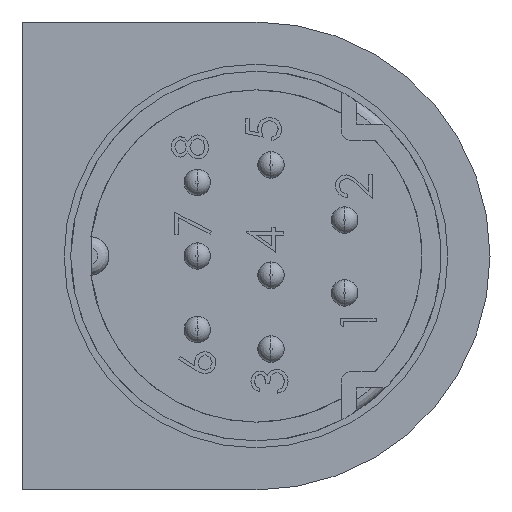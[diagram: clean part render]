
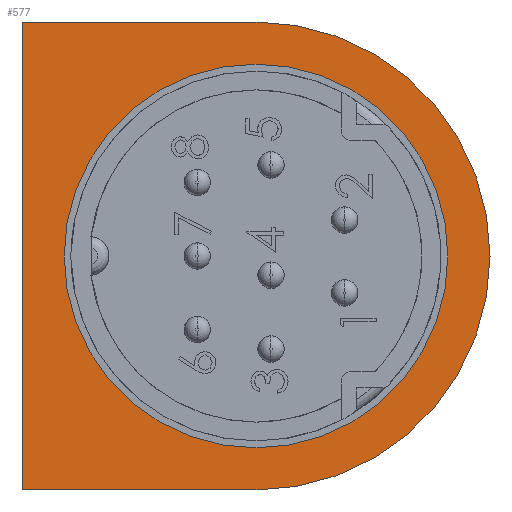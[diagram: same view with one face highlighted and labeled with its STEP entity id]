
A CAD part, left-side view. The second image highlights one B-rep face of the part: STEP entity #577.
In plain terms, the highlighted face is planar.
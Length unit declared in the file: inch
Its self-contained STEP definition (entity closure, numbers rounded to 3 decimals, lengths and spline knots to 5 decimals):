
#537 = VERTEX_POINT ( 'NONE', #4174 ) ;
#538 = ORIENTED_EDGE ( 'NONE', *, *, #539, .F. ) ;
#539 = EDGE_CURVE ( 'NONE', #540, #541, #4173, .T. ) ;
#540 = VERTEX_POINT ( 'NONE', #4169 ) ;
#541 = VERTEX_POINT ( 'NONE', #4168 ) ;
#542 = ORIENTED_EDGE ( 'NONE', *, *, #543, .F. ) ;
#543 = EDGE_CURVE ( 'NONE', #544, #540, #4167, .T. ) ;
#544 = VERTEX_POINT ( 'NONE', #4223 ) ;
#545 = EDGE_LOOP ( 'NONE', ( #630, #632 ) ) ;
#546 = EDGE_CURVE ( 'NONE', #541, #537, #4222, .T. ) ;
#577 = ADVANCED_FACE ( 'NONE', ( #4236, #4235 ), #4234, .T. ) ;
#628 = ORIENTED_EDGE ( 'NONE', *, *, #629, .F. ) ;
#629 = EDGE_CURVE ( 'NONE', #537, #544, #4352, .T. ) ;
#630 = ORIENTED_EDGE ( 'NONE', *, *, #631, .F. ) ;
#631 = EDGE_CURVE ( 'NONE', #1425, #1914, #4347, .T. ) ;
#632 = ORIENTED_EDGE ( 'NONE', *, *, #1477, .F. ) ;
#1425 = VERTEX_POINT ( 'NONE', #5650 ) ;
#1477 = EDGE_CURVE ( 'NONE', #1914, #1425, #5718, .T. ) ;
#1914 = VERTEX_POINT ( 'NONE', #6514 ) ;
#4167 = LINE ( 'NONE', #4226, #4225 ) ;
#4168 = CARTESIAN_POINT ( 'NONE',  ( -0.25, -0.385, -0.25 ) ) ;
#4169 = CARTESIAN_POINT ( 'NONE',  ( 0.25, -0.385, -0.25 ) ) ;
#4170 = DIRECTION ( 'NONE',  ( -1., 0., 0. ) ) ;
#4171 = VECTOR ( 'NONE', #4170, 39.37008 ) ;
#4172 = CARTESIAN_POINT ( 'NONE',  ( -0.25, -0.385, -0.25 ) ) ;
#4173 = LINE ( 'NONE', #4172, #4171 ) ;
#4174 = CARTESIAN_POINT ( 'NONE',  ( -0.25, -0.385, 0. ) ) ;
#4219 = DIRECTION ( 'NONE',  ( 0., 0., 1. ) ) ;
#4220 = VECTOR ( 'NONE', #4219, 39.37008 ) ;
#4221 = CARTESIAN_POINT ( 'NONE',  ( -0.25, -0.385, -0.25 ) ) ;
#4222 = LINE ( 'NONE', #4221, #4220 ) ;
#4223 = CARTESIAN_POINT ( 'NONE',  ( 0.25, -0.385, 0. ) ) ;
#4224 = DIRECTION ( 'NONE',  ( 0., 0., -1. ) ) ;
#4225 = VECTOR ( 'NONE', #4224, 39.37008 ) ;
#4226 = CARTESIAN_POINT ( 'NONE',  ( 0.25, -0.385, -0.25 ) ) ;
#4230 = DIRECTION ( 'NONE',  ( 0., 0., -1. ) ) ;
#4231 = DIRECTION ( 'NONE',  ( 0., -1., 0. ) ) ;
#4232 = CARTESIAN_POINT ( 'NONE',  ( 0., -0.385, 0. ) ) ;
#4233 = AXIS2_PLACEMENT_3D ( 'NONE', #4232, #4231, #4230 ) ;
#4234 = PLANE ( 'NONE',  #4233 ) ;
#4235 = FACE_BOUND ( 'NONE', #545, .T. ) ;
#4236 = FACE_OUTER_BOUND ( 'NONE', #20090, .T. ) ;
#4343 = DIRECTION ( 'NONE',  ( 0., 0., -1. ) ) ;
#4344 = DIRECTION ( 'NONE',  ( 0., -1., 0. ) ) ;
#4345 = CARTESIAN_POINT ( 'NONE',  ( 0., -0.385, 0. ) ) ;
#4346 = AXIS2_PLACEMENT_3D ( 'NONE', #4345, #4344, #4343 ) ;
#4347 = CIRCLE ( 'NONE', #4346, 0.205 ) ;
#4348 = DIRECTION ( 'NONE',  ( 0., 0., -1. ) ) ;
#4349 = DIRECTION ( 'NONE',  ( 0., 1., 0. ) ) ;
#4350 = CARTESIAN_POINT ( 'NONE',  ( 0., -0.385, 0. ) ) ;
#4351 = AXIS2_PLACEMENT_3D ( 'NONE', #4350, #4349, #4348 ) ;
#4352 = CIRCLE ( 'NONE', #4351, 0.25 ) ;
#5650 = CARTESIAN_POINT ( 'NONE',  ( 0., -0.385, 0.205 ) ) ;
#5714 = DIRECTION ( 'NONE',  ( 0., 0., -1. ) ) ;
#5715 = DIRECTION ( 'NONE',  ( 0., -1., 0. ) ) ;
#5716 = CARTESIAN_POINT ( 'NONE',  ( 0., -0.385, 0. ) ) ;
#5717 = AXIS2_PLACEMENT_3D ( 'NONE', #5716, #5715, #5714 ) ;
#5718 = CIRCLE ( 'NONE', #5717, 0.205 ) ;
#6514 = CARTESIAN_POINT ( 'NONE',  ( 0., -0.385, -0.205 ) ) ;
#20090 = EDGE_LOOP ( 'NONE', ( #27751, #538, #542, #628 ) ) ;
#27751 = ORIENTED_EDGE ( 'NONE', *, *, #546, .F. ) ;
